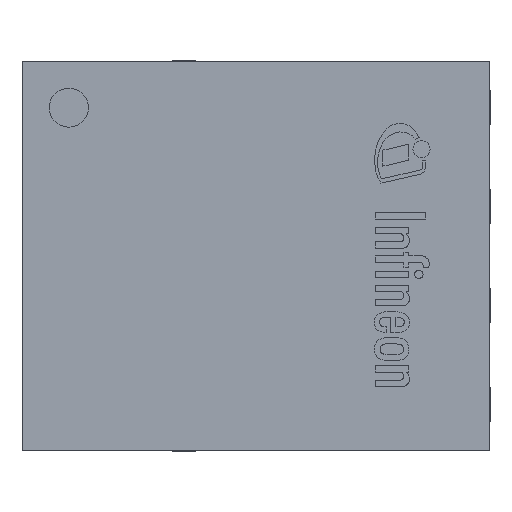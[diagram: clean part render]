
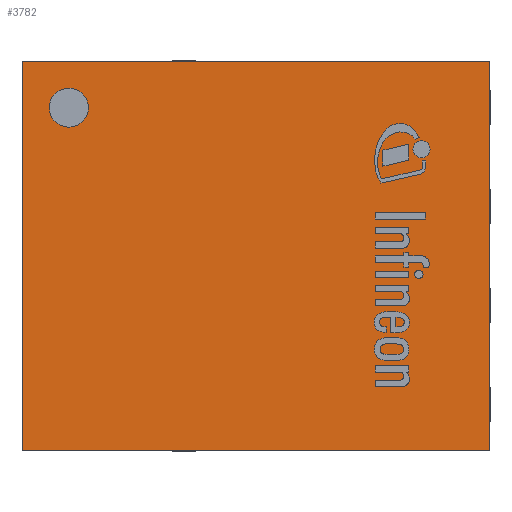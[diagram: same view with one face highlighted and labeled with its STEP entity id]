
A CAD part, top view. The second image highlights one B-rep face of the part: STEP entity #3782.
In plain terms, the highlighted planar face has unit normal (0, 0, 1).
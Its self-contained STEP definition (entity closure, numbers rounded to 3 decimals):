
#111=FACE_BOUND('',#355,.T.);
#121=CIRCLE('',#4019,0.25);
#137=FACE_OUTER_BOUND('',#354,.T.);
#354=EDGE_LOOP('',(#2528,#2529,#2530,#2531));
#355=EDGE_LOOP('',(#2532));
#577=LINE('',#5155,#1076);
#592=LINE('',#5185,#1091);
#610=LINE('',#5221,#1109);
#611=LINE('',#5222,#1110);
#1076=VECTOR('',#4230,1.);
#1091=VECTOR('',#4251,1.);
#1109=VECTOR('',#4271,1.);
#1110=VECTOR('',#4272,1.);
#1575=VERTEX_POINT('',#5153);
#1576=VERTEX_POINT('',#5154);
#1588=VERTEX_POINT('',#5184);
#1605=VERTEX_POINT('',#5220);
#1606=VERTEX_POINT('',#5223);
#1943=EDGE_CURVE('',#1575,#1576,#577,.T.);
#1958=EDGE_CURVE('',#1588,#1575,#592,.T.);
#1976=EDGE_CURVE('',#1576,#1605,#610,.T.);
#1977=EDGE_CURVE('',#1605,#1588,#611,.T.);
#1978=EDGE_CURVE('',#1606,#1606,#121,.T.);
#2528=ORIENTED_EDGE('',*,*,#1943,.T.);
#2529=ORIENTED_EDGE('',*,*,#1976,.T.);
#2530=ORIENTED_EDGE('',*,*,#1977,.T.);
#2531=ORIENTED_EDGE('',*,*,#1958,.T.);
#2532=ORIENTED_EDGE('',*,*,#1978,.T.);
#3588=PLANE('',#4018);
#3782=ADVANCED_FACE('',(#137,#111),#3588,.T.);
#4018=AXIS2_PLACEMENT_3D('',#5219,#4269,#4270);
#4019=AXIS2_PLACEMENT_3D('',#5224,#4273,#4274);
#4230=DIRECTION('',(-1.,0.,0.));
#4251=DIRECTION('',(0.,1.,0.));
#4269=DIRECTION('center_axis',(0.,0.,1.));
#4270=DIRECTION('ref_axis',(0.,-1.,0.));
#4271=DIRECTION('',(0.,-1.,0.));
#4272=DIRECTION('',(1.,0.,0.));
#4273=DIRECTION('center_axis',(0.,0.,-1.));
#4274=DIRECTION('ref_axis',(-1.,0.,0.));
#5153=CARTESIAN_POINT('',(2.99,2.49,1.1));
#5154=CARTESIAN_POINT('',(-2.99,2.49,1.1));
#5155=CARTESIAN_POINT('',(-0.01,2.49,1.1));
#5184=CARTESIAN_POINT('',(2.99,-2.49,1.1));
#5185=CARTESIAN_POINT('',(2.99,0.002,1.1));
#5219=CARTESIAN_POINT('Origin',(0.,0.,1.1));
#5220=CARTESIAN_POINT('',(-2.99,-2.49,1.1));
#5221=CARTESIAN_POINT('',(-2.99,0.,1.1));
#5222=CARTESIAN_POINT('',(-0.007,-2.49,1.1));
#5223=CARTESIAN_POINT('',(-2.15,1.9,1.1));
#5224=CARTESIAN_POINT('Origin',(-2.4,1.9,1.1));
